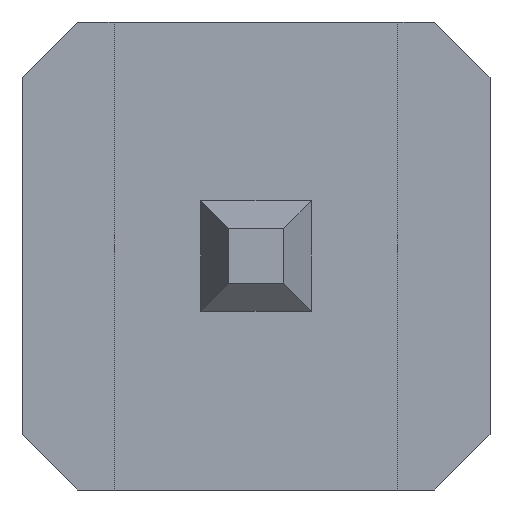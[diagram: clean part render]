
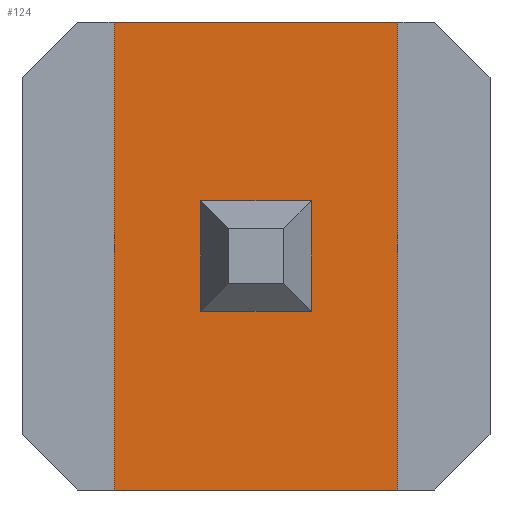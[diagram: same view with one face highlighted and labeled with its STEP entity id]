
A CAD part, front view. The second image highlights one B-rep face of the part: STEP entity #124.
In plain terms, the highlighted planar face has unit normal (0, -1, 0).
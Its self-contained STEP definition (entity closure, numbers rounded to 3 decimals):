
#75 = VERTEX_POINT ( 'NONE', #394 ) ;
#86 = EDGE_CURVE ( 'NONE', #392, #391, #422, .T. ) ;
#95 = EDGE_CURVE ( 'NONE', #391, #379, #450, .T. ) ;
#96 = EDGE_CURVE ( 'NONE', #75, #392, #460, .T. ) ;
#97 = EDGE_CURVE ( 'NONE', #389, #321, #463, .T. ) ;
#98 = EDGE_CURVE ( 'NONE', #321, #323, #453, .T. ) ;
#99 = EDGE_CURVE ( 'NONE', #323, #324, #469, .T. ) ;
#100 = EDGE_CURVE ( 'NONE', #324, #389, #472, .T. ) ;
#124 = ADVANCED_FACE ( 'NONE', ( #881, #865 ), #883, .F. ) ;
#237 = ORIENTED_EDGE ( 'NONE', *, *, #97, .T. ) ;
#238 = ORIENTED_EDGE ( 'NONE', *, *, #98, .T. ) ;
#239 = ORIENTED_EDGE ( 'NONE', *, *, #99, .T. ) ;
#240 = ORIENTED_EDGE ( 'NONE', *, *, #100, .T. ) ;
#241 = ORIENTED_EDGE ( 'NONE', *, *, #1404, .T. ) ;
#242 = ORIENTED_EDGE ( 'NONE', *, *, #96, .T. ) ;
#243 = ORIENTED_EDGE ( 'NONE', *, *, #86, .T. ) ;
#244 = ORIENTED_EDGE ( 'NONE', *, *, #95, .T. ) ;
#321 = VERTEX_POINT ( 'NONE', #1216 ) ;
#323 = VERTEX_POINT ( 'NONE', #1217 ) ;
#324 = VERTEX_POINT ( 'NONE', #1212 ) ;
#336 = EDGE_LOOP ( 'NONE', ( #241, #242, #243, #244 ) ) ;
#340 = EDGE_LOOP ( 'NONE', ( #237, #238, #239, #240 ) ) ;
#379 = VERTEX_POINT ( 'NONE', #1249 ) ;
#389 = VERTEX_POINT ( 'NONE', #1255 ) ;
#391 = VERTEX_POINT ( 'NONE', #1257 ) ;
#392 = VERTEX_POINT ( 'NONE', #1258 ) ;
#394 = CARTESIAN_POINT ( 'NONE',  ( 0.5, 0.44, 0. ) ) ;
#422 = LINE ( 'NONE', #431, #1354 ) ;
#431 = CARTESIAN_POINT ( 'NONE',  ( 0.5, 0.44, -2.54 ) ) ;
#433 = DIRECTION ( 'NONE',  ( 1., 0., 0. ) ) ;
#450 = LINE ( 'NONE', #458, #1380 ) ;
#453 = LINE ( 'NONE', #467, #1360 ) ;
#458 = CARTESIAN_POINT ( 'NONE',  ( 2.04, 0.44, 0. ) ) ;
#459 = DIRECTION ( 'NONE',  ( 0., 0., 1. ) ) ;
#460 = LINE ( 'NONE', #461, #1362 ) ;
#461 = CARTESIAN_POINT ( 'NONE',  ( 0.5, 0.44, 0. ) ) ;
#462 = DIRECTION ( 'NONE',  ( 0., 0., -1. ) ) ;
#463 = LINE ( 'NONE', #465, #1363 ) ;
#465 = CARTESIAN_POINT ( 'NONE',  ( 2.04, 0.44, -1.57 ) ) ;
#466 = DIRECTION ( 'NONE',  ( -1., 0., 0. ) ) ;
#467 = CARTESIAN_POINT ( 'NONE',  ( 0.97, 0.44, 0. ) ) ;
#468 = DIRECTION ( 'NONE',  ( 0., 0., 1. ) ) ;
#469 = LINE ( 'NONE', #470, #1365 ) ;
#470 = CARTESIAN_POINT ( 'NONE',  ( 2.04, 0.44, -0.97 ) ) ;
#471 = DIRECTION ( 'NONE',  ( 1., 0., 0. ) ) ;
#472 = LINE ( 'NONE', #473, #1366 ) ;
#473 = CARTESIAN_POINT ( 'NONE',  ( 1.57, 0.44, 0. ) ) ;
#474 = DIRECTION ( 'NONE',  ( 0., 0., -1. ) ) ;
#681 = AXIS2_PLACEMENT_3D ( 'NONE', #892, #893, #894 ) ;
#807 = VECTOR ( 'NONE', #1273, 1000. ) ;
#865 = FACE_OUTER_BOUND ( 'NONE', #336, .T. ) ;
#881 = FACE_BOUND ( 'NONE', #340, .T. ) ;
#883 = PLANE ( 'NONE',  #681 ) ;
#892 = CARTESIAN_POINT ( 'NONE',  ( 2.04, 0.44, 0. ) ) ;
#893 = DIRECTION ( 'NONE',  ( 0., 1., 0. ) ) ;
#894 = DIRECTION ( 'NONE',  ( 0., 0., 1. ) ) ;
#1212 = CARTESIAN_POINT ( 'NONE',  ( 1.57, 0.44, -0.97 ) ) ;
#1216 = CARTESIAN_POINT ( 'NONE',  ( 0.97, 0.44, -1.57 ) ) ;
#1217 = CARTESIAN_POINT ( 'NONE',  ( 0.97, 0.44, -0.97 ) ) ;
#1249 = CARTESIAN_POINT ( 'NONE',  ( 2.04, 0.44, 0. ) ) ;
#1255 = CARTESIAN_POINT ( 'NONE',  ( 1.57, 0.44, -1.57 ) ) ;
#1257 = CARTESIAN_POINT ( 'NONE',  ( 2.04, 0.44, -2.54 ) ) ;
#1258 = CARTESIAN_POINT ( 'NONE',  ( 0.5, 0.44, -2.54 ) ) ;
#1271 = LINE ( 'NONE', #1272, #807 ) ;
#1272 = CARTESIAN_POINT ( 'NONE',  ( 0.5, 0.44, 0. ) ) ;
#1273 = DIRECTION ( 'NONE',  ( -1., 0., 0. ) ) ;
#1354 = VECTOR ( 'NONE', #433, 1000. ) ;
#1360 = VECTOR ( 'NONE', #468, 1000. ) ;
#1362 = VECTOR ( 'NONE', #462, 1000. ) ;
#1363 = VECTOR ( 'NONE', #466, 1000. ) ;
#1365 = VECTOR ( 'NONE', #471, 1000. ) ;
#1366 = VECTOR ( 'NONE', #474, 1000. ) ;
#1380 = VECTOR ( 'NONE', #459, 1000. ) ;
#1404 = EDGE_CURVE ( 'NONE', #379, #75, #1271, .T. ) ;
